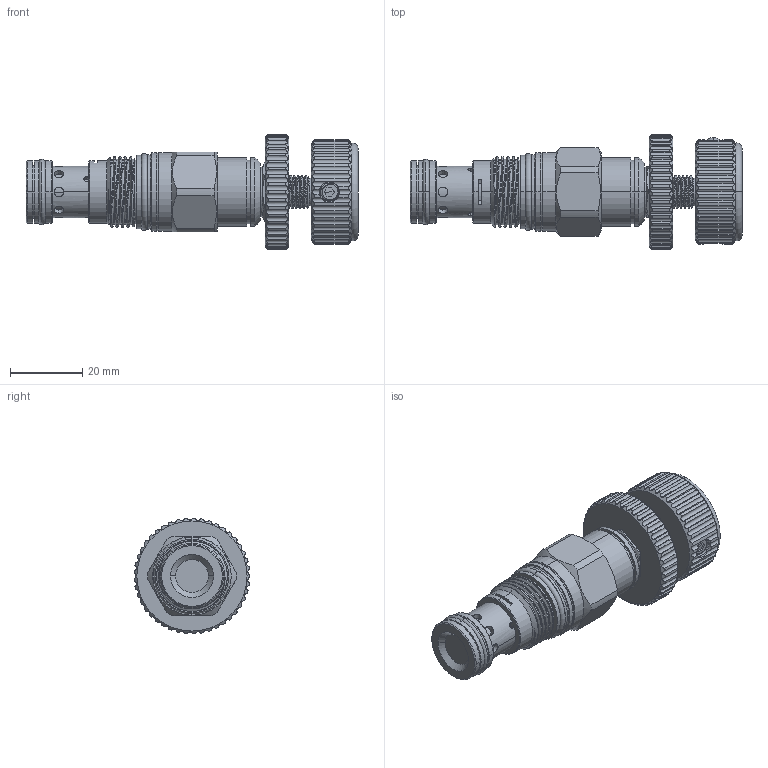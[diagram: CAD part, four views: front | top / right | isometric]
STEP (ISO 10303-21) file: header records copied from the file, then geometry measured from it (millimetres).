
FILE_DESCRIPTION (( 'STEP AP203' ), '1' );
FILE_NAME ('CV13A20-K.STEP', '2021-06-25T08:06:51', ( '' ), ( '' ), 'SwSTEP 2.0', 'SolidWorks 2018', '' );
FILE_SCHEMA (( 'CONFIG_CONTROL_DESIGN' ));
Length unit declared in the file: millimetre
Products named in the file (1): CV13A20-K
Bounding box: 92.22 x 32.18 x 32.2 mm (x, y, z)
Volume: 32116.8 mm3; surface area: 11212.1 mm2
Topology: 2 solids, 2 shells, 537 faces, 1443 edges, 945 vertices
Faces by surface type: cylinder 357, plane 113, cone 37, torus 14, bspline 14, sphere 2
Entity records: 28890 total; most frequent: CARTESIAN_POINT 16026, ORIENTED_EDGE 2886, DIRECTION 2417, EDGE_CURVE 1443, VERTEX_POINT 945, AXIS2_PLACEMENT_3D 907, VECTOR 603, LINE 603
